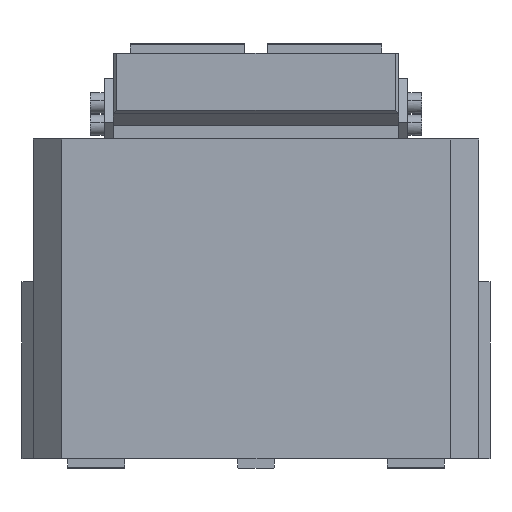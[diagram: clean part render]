
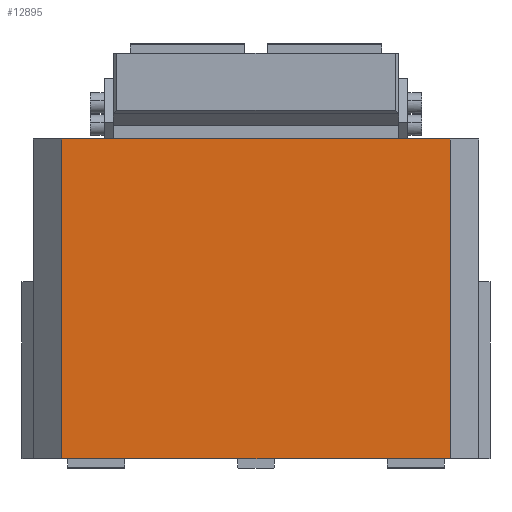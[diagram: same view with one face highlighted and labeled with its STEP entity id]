
A CAD part, left-side view. The second image highlights one B-rep face of the part: STEP entity #12895.
In plain terms, the highlighted planar face has unit normal (-1, 0, 0).
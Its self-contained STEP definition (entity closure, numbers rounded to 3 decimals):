
#11660=CARTESIAN_POINT('Vertex',(0.,-170.,0.)) ;
#11663=CARTESIAN_POINT('Line Origine',(0.,0.,0.)) ;
#11667=CARTESIAN_POINT('Vertex',(0.,170.,0.)) ;
#12857=CARTESIAN_POINT('Vertex',(0.,-170.,280.)) ;
#12860=CARTESIAN_POINT('Line Origine',(0.,-170.,140.)) ;
#12872=CARTESIAN_POINT('Axis2P3D Location',(0.,0.,235.)) ;
#12877=CARTESIAN_POINT('Line Origine',(0.,0.,280.)) ;
#12881=CARTESIAN_POINT('Vertex',(0.,170.,280.)) ;
#12884=CARTESIAN_POINT('Line Origine',(0.,170.,140.)) ;
#11664=DIRECTION('Vector Direction',(0.,-1.,0.)) ;
#12861=DIRECTION('Vector Direction',(0.,0.,-1.)) ;
#12873=DIRECTION('Axis2P3D Direction',(-1.,0.,0.)) ;
#12874=DIRECTION('Axis2P3D XDirection',(0.,-1.,0.)) ;
#12878=DIRECTION('Vector Direction',(0.,-1.,0.)) ;
#12885=DIRECTION('Vector Direction',(0.,0.,1.)) ;
#12875=AXIS2_PLACEMENT_3D('Plane Axis2P3D',#12872,#12873,#12874) ;
#12890=ORIENTED_EDGE('',*,*,#11669,.T.) ;
#12891=ORIENTED_EDGE('',*,*,#12864,.F.) ;
#12892=ORIENTED_EDGE('',*,*,#12883,.F.) ;
#12893=ORIENTED_EDGE('',*,*,#12888,.F.) ;
#11665=VECTOR('Line Direction',#11664,1.) ;
#12862=VECTOR('Line Direction',#12861,1.) ;
#12879=VECTOR('Line Direction',#12878,1.) ;
#12886=VECTOR('Line Direction',#12885,1.) ;
#12895=ADVANCED_FACE('CAM HOLDER',(#12894),#12876,.T.) ;
#11669=EDGE_CURVE('',#11668,#11661,#11666,.T.) ;
#12864=EDGE_CURVE('',#12858,#11661,#12863,.T.) ;
#12883=EDGE_CURVE('',#12882,#12858,#12880,.T.) ;
#12888=EDGE_CURVE('',#11668,#12882,#12887,.T.) ;
#12889=EDGE_LOOP('',(#12890,#12891,#12892,#12893)) ;
#12894=FACE_OUTER_BOUND('',#12889,.T.) ;
#11666=LINE('Line',#11663,#11665) ;
#12863=LINE('Line',#12860,#12862) ;
#12880=LINE('Line',#12877,#12879) ;
#12887=LINE('Line',#12884,#12886) ;
#12876=PLANE('Plane',#12875) ;
#11661=VERTEX_POINT('',#11660) ;
#11668=VERTEX_POINT('',#11667) ;
#12858=VERTEX_POINT('',#12857) ;
#12882=VERTEX_POINT('',#12881) ;
